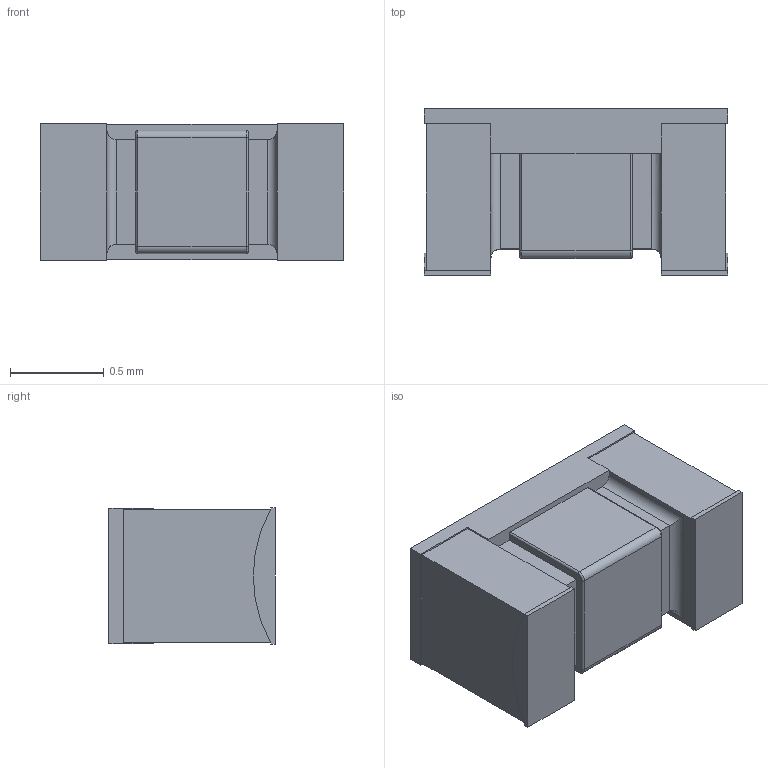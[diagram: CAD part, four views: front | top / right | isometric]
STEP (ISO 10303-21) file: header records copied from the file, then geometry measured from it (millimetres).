
FILE_DESCRIPTION (( 'STEP AP214' ), '1' );
FILE_NAME ('6FC85FFF-AB40-474F-B3D5-9FE6ADE68E78.STEP', '2024-02-15T03:34:47', ( '' ), ( '' ), 'SwSTEP 2.0', 'SolidWorks 2022', '' );
FILE_SCHEMA (( 'AUTOMOTIVE_DESIGN' ));
Length unit declared in the file: millimetre
Products named in the file (1): 6FC85FFF-AB40-474F-B3D5-9FE6ADE68E78
Bounding box: 1.62 x 0.89 x 0.73 mm (x, y, z)
Volume: 0.9 mm3; surface area: 6.8 mm2
Topology: 1 solids, 1 shells, 64 faces, 166 edges, 104 vertices
Faces by surface type: plane 44, cylinder 16, torus 4
Entity records: 2436 total; most frequent: CARTESIAN_POINT 347, ORIENTED_EDGE 332, DIRECTION 320, EDGE_CURVE 166, LINE 134, VECTOR 134, VERTEX_POINT 104, AXIS2_PLACEMENT_3D 93
